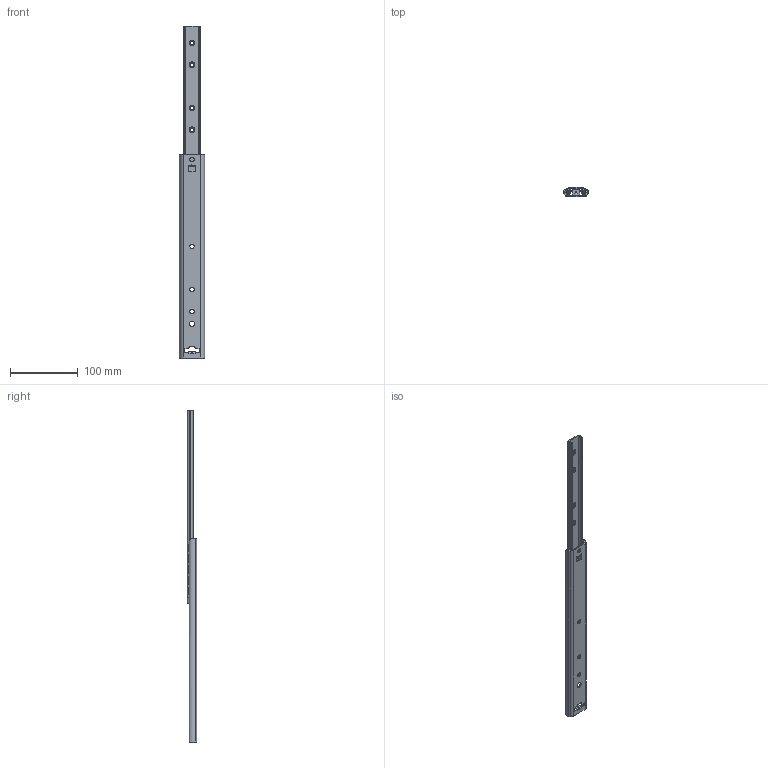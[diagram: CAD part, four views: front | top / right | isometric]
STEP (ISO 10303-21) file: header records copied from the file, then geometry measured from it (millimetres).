
FILE_DESCRIPTION((''),'2;1');
FILE_NAME('107-230_ASM','2015-05-05T',('w.jans'),(''),'PRO/ENGINEER BY PARAMETRIC TECHNOLOGY CORPORATION, 2003450','PRO/ENGINEER BY PARAMETRIC TECHNOLOGY CORPORATION, 2003450','');
FILE_SCHEMA(('CONFIG_CONTROL_DESIGN'));
Length unit declared in the file: millimetre
Products named in the file (13): 107-230-SKEL; 511-07-230-FA1; 511-07-230-FA1_ASM; 515-7XX-230F_AF0; 911-075_AF0; 911-075_AF1; 911-075; 911-075_AF2; 911-075_AF3; 515-7XX-230F_ASM; 513-07-230-FA2; 513-07-230-FA2_ASM; 107-230_ASM
Assembly tree (17 placements, depth 3):
  107-230_ASM
    107-230-SKEL
    511-07-230-FA1_ASM
      511-07-230-FA1
    515-7XX-230F_ASM
      515-7XX-230F_AF0
      911-075_AF0
      911-075_AF1
      911-075  x6
      911-075_AF2
      911-075_AF3
    513-07-230-FA2_ASM
      513-07-230-FA2
Bounding box: 37 x 13.5 x 490 mm (x, y, z)
Volume: 51710.8 mm3; surface area: 59603.6 mm2
Topology: 13 solids, 13 shells, 400 faces, 1138 edges, 724 vertices
Faces by surface type: plane 186, cylinder 172, sphere 20, bspline 14, cone 8
Entity records: 14424 total; most frequent: CARTESIAN_POINT 3912, ORIENTED_EDGE 2176, DIRECTION 2144, EDGE_CURVE 1088, AXIS2_PLACEMENT_3D 741, VERTEX_POINT 714, VECTOR 662, LINE 662
